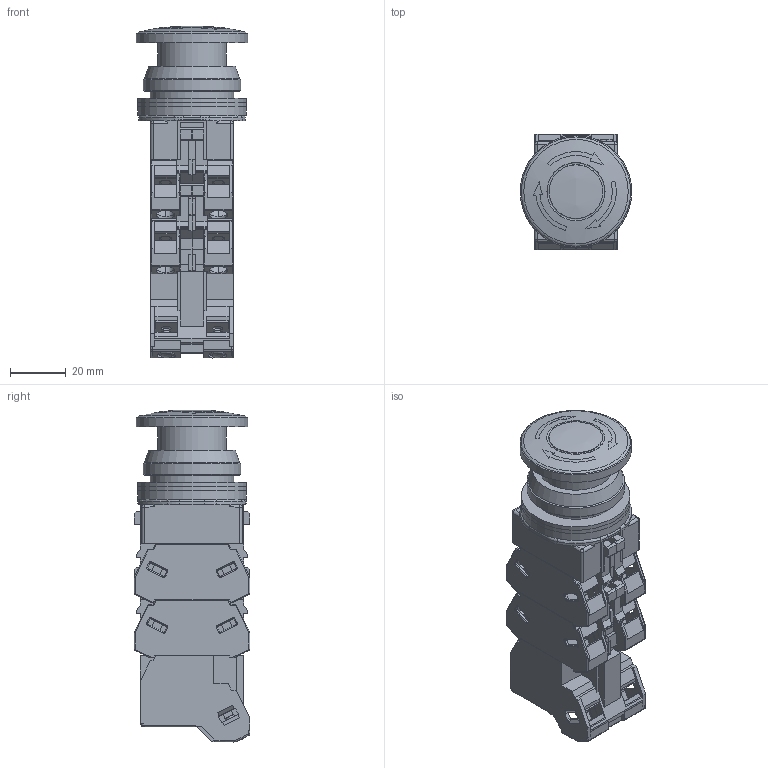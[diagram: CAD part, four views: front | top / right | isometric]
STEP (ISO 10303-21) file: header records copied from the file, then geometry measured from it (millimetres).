
FILE_DESCRIPTION (( 'STEP AP214' ), '1' );
FILE_NAME ('AVLN3[16][26]xxDNR.STEP', '2021-01-28T07:28:54', ( '' ), ( '' ), 'SwSTEP 2.0', 'SolidWorks 2019', '' );
FILE_SCHEMA (( 'AUTOMOTIVE_DESIGN' ));
Length unit declared in the file: millimetre
Products named in the file (7): OW-11; HW-T#6; AVLN3_BODY; OG-11; AVLN3[16][26]xxDNR; OW-12; HW-Uxx(R)
Assembly tree (10 placements, depth 2):
  AVLN3[16][26]xxDNR
    AVLN3_BODY
    OW-12
    OW-11  x2
    OG-11
    HW-Uxx(R)  x4
    HW-T#6
Bounding box: 40 x 41.4 x 118.96 mm (x, y, z)
Volume: 107135 mm3; surface area: 43199.5 mm2
Topology: 11 solids, 13 shells, 1452 faces, 3971 edges, 2554 vertices
Faces by surface type: plane 942, cylinder 345, bspline 124, cone 16, torus 14, sphere 11
Full cylindrical faces by diameter (mm): 3.5 x12, 6.2 x2, 6.5 x2, 24.5 x1, 26 x1, 29.5 x3, 30 x2, 31 x1, 35 x1, 39 x3, 40 x1
Entity records: 23095 total; most frequent: CARTESIAN_POINT 5846, ORIENTED_EDGE 3624, DIRECTION 3322, EDGE_CURVE 1812, VECTOR 1344, LINE 1344, VERTEX_POINT 1199, AXIS2_PLACEMENT_3D 989
